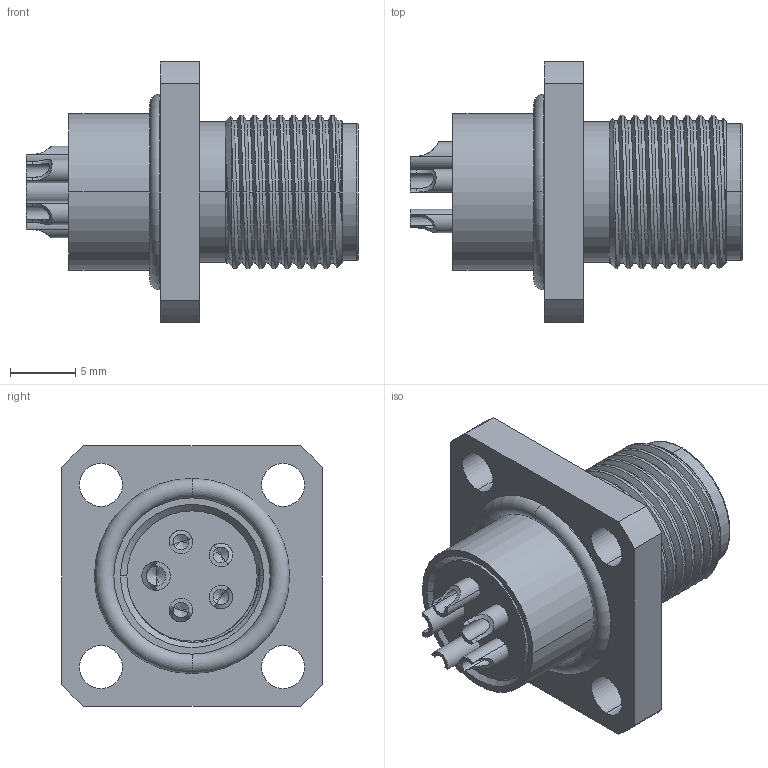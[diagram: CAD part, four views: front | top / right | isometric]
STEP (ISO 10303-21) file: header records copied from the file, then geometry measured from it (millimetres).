
FILE_DESCRIPTION (( 'STEP AP203' ), '1' );
FILE_NAME ('55-00466.STEP', '2025-03-18T18:45:51', ( '' ), ( '' ), 'SwSTEP 2.0', 'SolidWorks 2021', '' );
FILE_SCHEMA (( 'CONFIG_CONTROL_DESIGN' ));
Length unit declared in the file: millimetre
Products named in the file (6): 55-00466-04___; 55-00466-03___; 55-00466-02___; 55-00466-01___; 55-00466-05___; 55-00466
Assembly tree (8 placements, depth 2):
  55-00466
    55-00466-01___
    55-00466-02___
    55-00466-03___  x4
    55-00466-04___
    55-00466-05___
Bounding box: 25.5 x 20 x 20 mm (x, y, z)
Volume: 2705.2 mm3; surface area: 5132.9 mm2
Topology: 8 solids, 8 shells, 334 faces, 805 edges, 498 vertices
Faces by surface type: cylinder 171, plane 82, torus 34, cone 33, sphere 8, bspline 6
Entity records: 10356 total; most frequent: CARTESIAN_POINT 4120, ORIENTED_EDGE 1174, DIRECTION 1172, EDGE_CURVE 587, AXIS2_PLACEMENT_3D 467, VERTEX_POINT 378, EDGE_LOOP 279, ADVANCED_FACE 238
